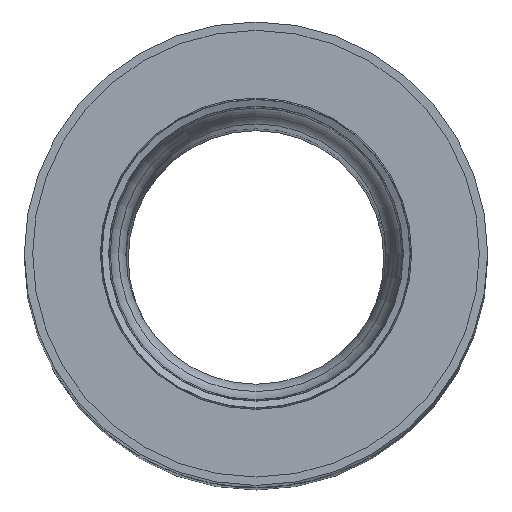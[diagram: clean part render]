
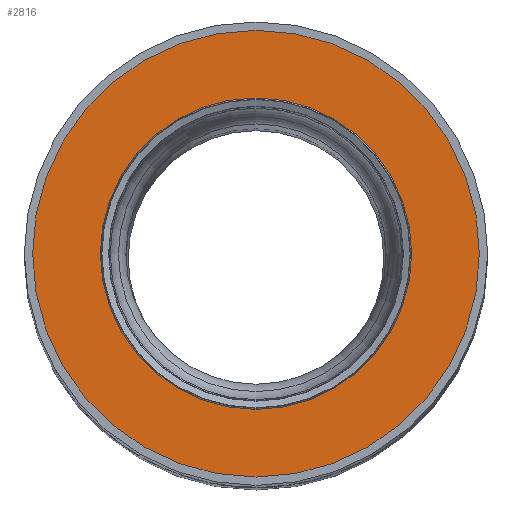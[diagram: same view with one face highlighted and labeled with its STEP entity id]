
A CAD part, top view. The second image highlights one B-rep face of the part: STEP entity #2816.
In plain terms, the highlighted conical face has half-angle 89.997 degrees and reference radius 364 mm.
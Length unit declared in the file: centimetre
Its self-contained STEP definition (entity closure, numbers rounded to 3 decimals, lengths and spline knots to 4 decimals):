
#130=CONICAL_SURFACE('',#3027,36.4,1.571);
#153=LINE('',#4271,#377);
#377=VECTOR('',#3392,36.4);
#673=FACE_OUTER_BOUND('',#857,.T.);
#857=EDGE_LOOP('',(#1925,#1926,#1927,#1928));
#1067=CIRCLE('',#3026,29.9);
#1068=CIRCLE('',#3028,42.9);
#1213=VERTEX_POINT('',#4265);
#1214=VERTEX_POINT('',#4269);
#1490=EDGE_CURVE('',#1213,#1213,#1067,.T.);
#1491=EDGE_CURVE('',#1214,#1214,#1068,.T.);
#1492=EDGE_CURVE('',#1214,#1213,#153,.T.);
#1925=ORIENTED_EDGE('',*,*,#1491,.F.);
#1926=ORIENTED_EDGE('',*,*,#1492,.T.);
#1927=ORIENTED_EDGE('',*,*,#1490,.T.);
#1928=ORIENTED_EDGE('',*,*,#1492,.F.);
#2816=ADVANCED_FACE('',(#673),#130,.T.);
#3026=AXIS2_PLACEMENT_3D('',#4267,#3386,#3387);
#3027=AXIS2_PLACEMENT_3D('',#4268,#3388,#3389);
#3028=AXIS2_PLACEMENT_3D('',#4270,#3390,#3391);
#3386=DIRECTION('center_axis',(0.,0.,-1.));
#3387=DIRECTION('ref_axis',(-1.,0.,0.));
#3388=DIRECTION('center_axis',(0.,0.,-1.));
#3389=DIRECTION('ref_axis',(1.,0.,0.));
#3390=DIRECTION('center_axis',(0.,0.,-1.));
#3391=DIRECTION('ref_axis',(-1.,0.,0.));
#3392=DIRECTION('',(1.,0.,0.));
#4265=CARTESIAN_POINT('',(-130.7453,0.,631.913));
#4267=CARTESIAN_POINT('Origin',(-100.8453,0.,
631.913));
#4268=CARTESIAN_POINT('Origin',(-100.8453,0.,
631.9126));
#4269=CARTESIAN_POINT('',(-143.7453,0.,631.9123));
#4270=CARTESIAN_POINT('Origin',(-100.8453,0.,
631.9123));
#4271=CARTESIAN_POINT('',(-137.2453,0.,631.9126));
